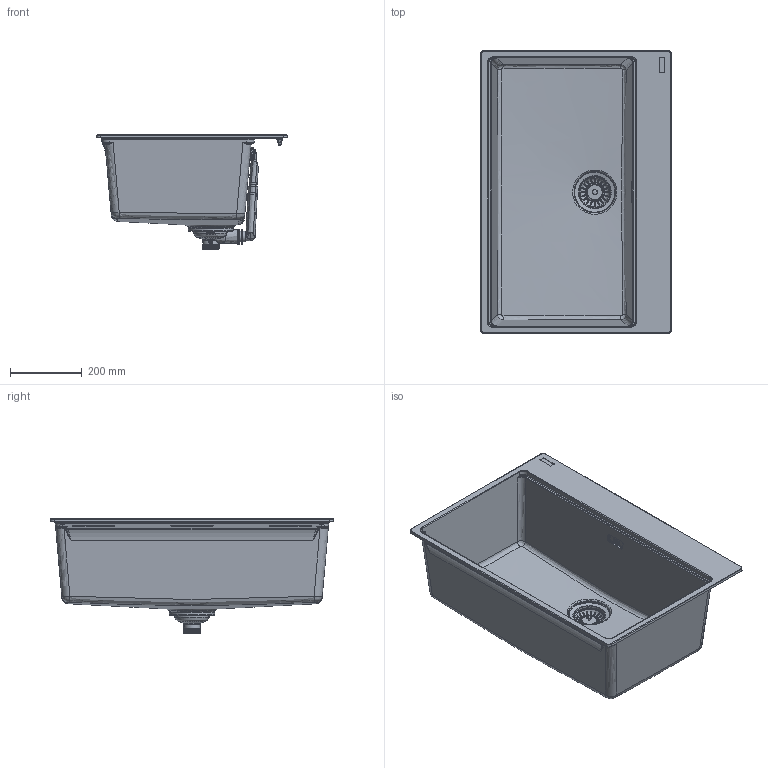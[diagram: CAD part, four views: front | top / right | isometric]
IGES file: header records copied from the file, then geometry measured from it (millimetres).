
Global section: file name: 20253577_ipt_000; native system: Autodesk Inventor 2023; preprocessor: unknown; date: 20230620.073323; units: millimetre
Bounding box: 530.2 x 787.4 x 318.09 mm (x, y, z)
Volume: 7734818.3 mm3; surface area: 1870538.3 mm2
Topology: 4 solids, 9 shells, 2142 faces, 5885 edges, 3805 vertices
Faces by surface type: bspline 2142
